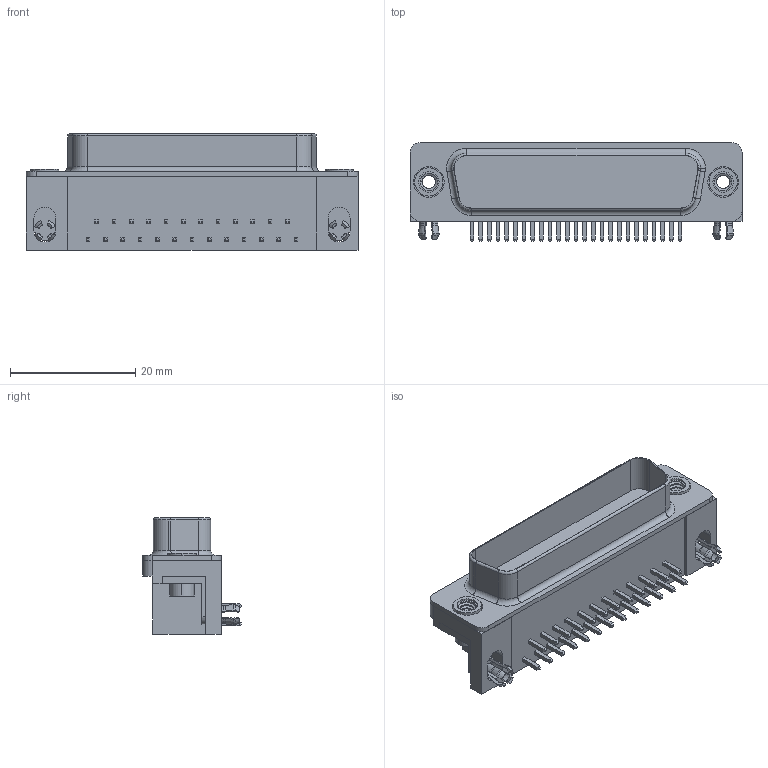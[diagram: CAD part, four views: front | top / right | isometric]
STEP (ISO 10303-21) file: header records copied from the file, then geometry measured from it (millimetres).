
FILE_DESCRIPTION (( 'STEP AP214' ), '1' );
FILE_NAME ('L717SDB25PA4CH4R.STEP', '2022-07-26T14:19:15', ( '' ), ( '' ), 'SwSTEP 2.0', 'SolidWorks 2017', '' );
FILE_SCHEMA (( 'AUTOMOTIVE_DESIGN' ));
Length unit declared in the file: millimetre
Products named in the file (2): l717sdxxxpa4ch4r-body_25; L717SDB25PA4CH4R
Assembly tree (1 placements, depth 2):
  L717SDB25PA4CH4R
    l717sdxxxpa4ch4r-body_25
Bounding box: 53.05 x 15.75 x 18.6 mm (x, y, z)
Volume: 6665.3 mm3; surface area: 5885.8 mm2
Topology: 29 solids, 29 shells, 549 faces, 1301 edges, 826 vertices
Faces by surface type: plane 342, cylinder 119, torus 42, cone 40, bspline 6
Entity records: 18187 total; most frequent: CARTESIAN_POINT 5204, DIRECTION 2607, ORIENTED_EDGE 2602, EDGE_CURVE 1301, LINE 893, VECTOR 893, AXIS2_PLACEMENT_3D 857, VERTEX_POINT 826
